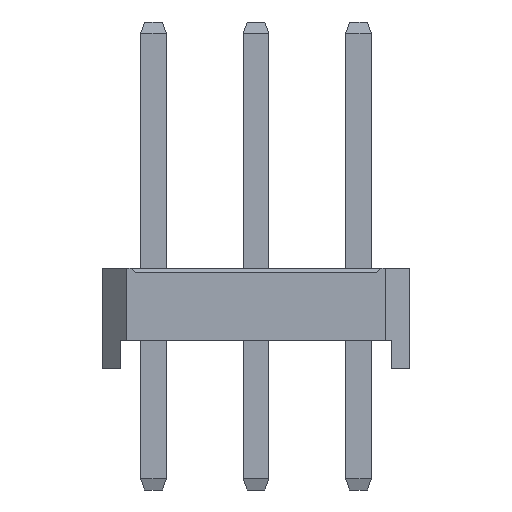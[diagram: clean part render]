
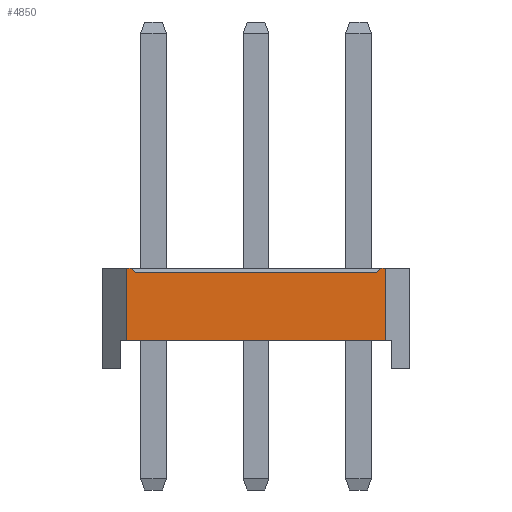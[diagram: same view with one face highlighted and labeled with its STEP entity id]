
A CAD part, left-side view. The second image highlights one B-rep face of the part: STEP entity #4850.
In plain terms, the highlighted planar face has unit normal (-1, 0, 0).
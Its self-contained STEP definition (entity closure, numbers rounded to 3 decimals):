
#4850=ADVANCED_FACE('',(#18450),#18452,.T.);
#18450=FACE_BOUND('',#18451,.T.);
#18451=EDGE_LOOP('',(#28933,#28934,#28935,#28936,#28937,#28938,#28939,#28940));
#18452=PLANE('',#18453);
#18453=AXIS2_PLACEMENT_3D('',#18454,#18455,#18456);
#18454=CARTESIAN_POINT('',(-1.27,5.75,0.));
#18455=DIRECTION('',(-1.,0.,0.));
#18456=DIRECTION('',(0.,-1.,0.));
#28933=ORIENTED_EDGE('',*,*,#35358,.F.);
#28934=ORIENTED_EDGE('',*,*,#35359,.T.);
#28935=ORIENTED_EDGE('',*,*,#35360,.F.);
#28936=ORIENTED_EDGE('',*,*,#33852,.F.);
#28937=ORIENTED_EDGE('',*,*,#35361,.F.);
#28938=ORIENTED_EDGE('',*,*,#33368,.T.);
#28939=ORIENTED_EDGE('',*,*,#35357,.T.);
#28940=ORIENTED_EDGE('',*,*,#33856,.F.);
#33368=EDGE_CURVE('',#37116,#37114,#37117,.T.);
#33852=EDGE_CURVE('',#38082,#38084,#38085,.T.);
#33856=EDGE_CURVE('',#38090,#38092,#38093,.T.);
#35357=EDGE_CURVE('',#37114,#38092,#40561,.T.);
#35358=EDGE_CURVE('',#40562,#38090,#40563,.F.);
#35359=EDGE_CURVE('',#40562,#40564,#40565,.T.);
#35360=EDGE_CURVE('',#38084,#40564,#40566,.F.);
#35361=EDGE_CURVE('',#37116,#38082,#40567,.T.);
#37114=VERTEX_POINT('',#43174);
#37116=VERTEX_POINT('',#43178);
#37117=LINE('',#43179,#43180);
#38082=VERTEX_POINT('',#45110);
#38084=VERTEX_POINT('',#45114);
#38085=LINE('',#45115,#45116);
#38090=VERTEX_POINT('',#45126);
#38092=VERTEX_POINT('',#45130);
#38093=LINE('',#45131,#45132);
#40561=LINE('',#50601,#50602);
#40562=VERTEX_POINT('',#50604);
#40563=LINE('',#50605,#50606);
#40564=VERTEX_POINT('',#50608);
#40565=LINE('',#50609,#50610);
#40566=LINE('',#50612,#50613);
#40567=LINE('',#50615,#50616);
#43174=CARTESIAN_POINT('',(-1.27,-0.67,0.7));
#43178=CARTESIAN_POINT('',(-1.27,5.75,0.7));
#43179=CARTESIAN_POINT('',(-1.27,5.75,0.7));
#43180=VECTOR('',#43181,1.);
#43181=DIRECTION('',(0.,-1.,0.));
#45110=CARTESIAN_POINT('',(-1.27,5.75,2.5));
#45114=CARTESIAN_POINT('',(-1.27,5.63,2.5));
#45115=CARTESIAN_POINT('',(-1.27,5.75,2.5));
#45116=VECTOR('',#45117,1.);
#45117=DIRECTION('',(0.,-1.,0.));
#45126=CARTESIAN_POINT('',(-1.27,-0.55,2.5));
#45130=CARTESIAN_POINT('',(-1.27,-0.67,2.5));
#45131=CARTESIAN_POINT('',(-1.27,-0.55,2.5));
#45132=VECTOR('',#45133,1.);
#45133=DIRECTION('',(0.,-1.,0.));
#50601=CARTESIAN_POINT('',(-1.27,-0.67,0.7));
#50602=VECTOR('',#50603,1.);
#50603=DIRECTION('',(0.,0.,1.));
#50604=CARTESIAN_POINT('',(-1.27,-0.45,2.4));
#50605=CARTESIAN_POINT('',(-1.27,-0.55,2.5));
#50606=VECTOR('',#50607,1.);
#50607=DIRECTION('',(0.,0.707,-0.707));
#50608=CARTESIAN_POINT('',(-1.27,5.53,2.4));
#50609=CARTESIAN_POINT('',(-1.27,-0.45,2.4));
#50610=VECTOR('',#50611,1.);
#50611=DIRECTION('',(0.,1.,0.));
#50612=CARTESIAN_POINT('',(-1.27,5.53,2.4));
#50613=VECTOR('',#50614,1.);
#50614=DIRECTION('',(0.,0.707,0.707));
#50615=CARTESIAN_POINT('',(-1.27,5.75,0.7));
#50616=VECTOR('',#50617,1.);
#50617=DIRECTION('',(0.,0.,1.));
